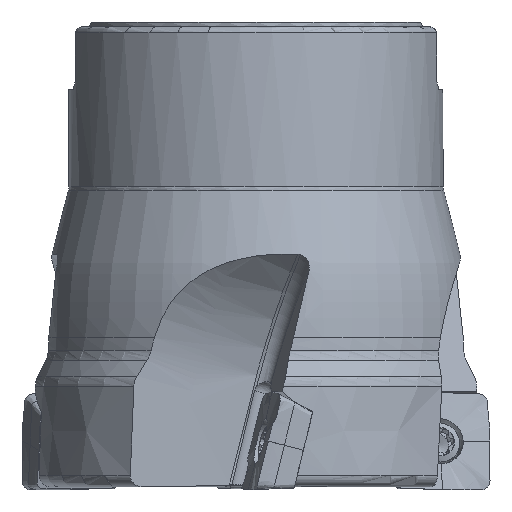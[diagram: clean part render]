
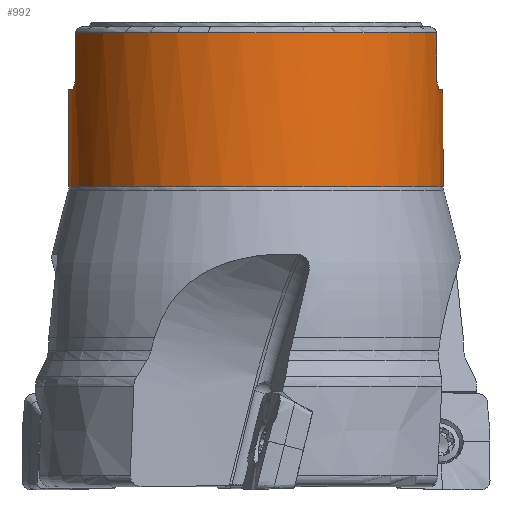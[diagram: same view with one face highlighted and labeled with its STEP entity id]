
A CAD part, left-side view. The second image highlights one B-rep face of the part: STEP entity #992.
In plain terms, the highlighted cylindrical face has radius 16 mm (diameter 32 mm), a full revolution.
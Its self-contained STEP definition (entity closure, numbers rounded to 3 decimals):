
#202=CYLINDRICAL_SURFACE('',#5697,16.);
#240=FACE_BOUND('',#1621,.T.);
#241=FACE_BOUND('',#1622,.T.);
#472=LINE('',#8662,#672);
#473=LINE('',#8664,#673);
#474=LINE('',#8672,#674);
#475=LINE('',#8673,#675);
#672=VECTOR('',#6405,1.);
#673=VECTOR('',#6406,1.);
#674=VECTOR('',#6413,1.);
#675=VECTOR('',#6414,1.);
#992=ADVANCED_FACE('CN_SU1',(#240,#241),#202,.T.);
#1621=EDGE_LOOP('',(#2610,#2611,#2612,#2613,#2614,#2615,#2616,#2617,#2618,
#2619,#2620,#2621));
#1622=EDGE_LOOP('',(#2622));
#2286=CIRCLE('',#5678,16.);
#2288=CIRCLE('',#5681,16.);
#2292=CIRCLE('',#5691,16.);
#2293=CIRCLE('',#5694,16.);
#2294=CIRCLE('',#5696,16.);
#2610=ORIENTED_EDGE('',*,*,#4685,.F.);
#2611=ORIENTED_EDGE('',*,*,#4677,.T.);
#2612=ORIENTED_EDGE('',*,*,#4686,.F.);
#2613=ORIENTED_EDGE('',*,*,#4687,.F.);
#2614=ORIENTED_EDGE('',*,*,#4688,.T.);
#2615=ORIENTED_EDGE('',*,*,#4689,.F.);
#2616=ORIENTED_EDGE('',*,*,#4690,.F.);
#2617=ORIENTED_EDGE('',*,*,#4681,.T.);
#2618=ORIENTED_EDGE('',*,*,#4691,.F.);
#2619=ORIENTED_EDGE('',*,*,#4692,.F.);
#2620=ORIENTED_EDGE('',*,*,#4693,.T.);
#2621=ORIENTED_EDGE('',*,*,#4694,.F.);
#2622=ORIENTED_EDGE('',*,*,#4695,.F.);
#4107=VERTEX_POINT('',#8591);
#4109=VERTEX_POINT('',#8610);
#4111=VERTEX_POINT('',#8630);
#4113=VERTEX_POINT('',#8649);
#4117=VERTEX_POINT('',#8663);
#4118=VERTEX_POINT('',#8665);
#4119=VERTEX_POINT('',#8667);
#4120=VERTEX_POINT('',#8669);
#4121=VERTEX_POINT('',#8671);
#4122=VERTEX_POINT('',#8674);
#4123=VERTEX_POINT('',#8676);
#4124=VERTEX_POINT('',#8678);
#4125=VERTEX_POINT('',#8681);
#4677=EDGE_CURVE('',#4107,#4109,#2286,.T.);
#4681=EDGE_CURVE('',#4111,#4113,#2288,.T.);
#4685=EDGE_CURVE('',#4107,#4117,#472,.T.);
#4686=EDGE_CURVE('',#4118,#4109,#473,.T.);
#4687=EDGE_CURVE('',#4119,#4118,#5330,.T.);
#4688=EDGE_CURVE('',#4119,#4120,#2292,.T.);
#4689=EDGE_CURVE('',#4121,#4120,#5331,.T.);
#4690=EDGE_CURVE('',#4111,#4121,#474,.T.);
#4691=EDGE_CURVE('',#4122,#4113,#475,.T.);
#4692=EDGE_CURVE('',#4123,#4122,#5332,.T.);
#4693=EDGE_CURVE('',#4123,#4124,#2293,.T.);
#4694=EDGE_CURVE('',#4117,#4124,#5333,.T.);
#4695=EDGE_CURVE('',#4125,#4125,#2294,.T.);
#5330=ELLIPSE('',#5690,22.627,16.);
#5331=ELLIPSE('',#5692,22.627,16.);
#5332=ELLIPSE('',#5693,22.627,16.);
#5333=ELLIPSE('',#5695,22.627,16.);
#5678=AXIS2_PLACEMENT_3D('',#8611,#6381,#6382);
#5681=AXIS2_PLACEMENT_3D('',#8650,#6387,#6388);
#5690=AXIS2_PLACEMENT_3D('',#8666,#6407,#6408);
#5691=AXIS2_PLACEMENT_3D('',#8668,#6409,#6410);
#5692=AXIS2_PLACEMENT_3D('',#8670,#6411,#6412);
#5693=AXIS2_PLACEMENT_3D('',#8675,#6415,#6416);
#5694=AXIS2_PLACEMENT_3D('',#8677,#6417,#6418);
#5695=AXIS2_PLACEMENT_3D('',#8679,#6419,#6420);
#5696=AXIS2_PLACEMENT_3D('',#8680,#6421,#6422);
#5697=AXIS2_PLACEMENT_3D('',#8682,#6423,#6424);
#6381=DIRECTION('',(0.,0.,-1.));
#6382=DIRECTION('',(-0.164,0.986,0.));
#6387=DIRECTION('',(0.,0.,-1.));
#6388=DIRECTION('',(-0.164,0.986,0.));
#6405=DIRECTION('',(0.,0.,-1.));
#6406=DIRECTION('',(0.,0.,1.));
#6407=DIRECTION('',(0.707,0.,0.707));
#6408=DIRECTION('',(0.707,0.,-0.707));
#6409=DIRECTION('',(0.,0.,-1.));
#6410=DIRECTION('',(0.164,-0.986,0.));
#6411=DIRECTION('',(-0.707,0.,0.707));
#6412=DIRECTION('',(-0.707,0.,-0.707));
#6413=DIRECTION('',(0.,0.,-1.));
#6414=DIRECTION('',(0.,0.,1.));
#6415=DIRECTION('',(-0.707,0.,0.707));
#6416=DIRECTION('',(-0.707,0.,-0.707));
#6417=DIRECTION('',(0.,0.,-1.));
#6418=DIRECTION('',(0.164,-0.986,0.));
#6419=DIRECTION('',(0.707,0.,0.707));
#6420=DIRECTION('',(0.707,0.,-0.707));
#6421=DIRECTION('',(0.,0.,-1.));
#6422=DIRECTION('',(-0.164,0.986,0.));
#6423=DIRECTION('',(0.,0.,-1.));
#6424=DIRECTION('',(-0.164,0.986,0.));
#8591=CARTESIAN_POINT('',(-4.222,-15.433,-0.9));
#8610=CARTESIAN_POINT('',(-4.223,15.433,-0.9));
#8611=CARTESIAN_POINT('',(0.,0.,
-0.9));
#8630=CARTESIAN_POINT('',(4.223,15.433,-0.9));
#8649=CARTESIAN_POINT('',(4.223,-15.433,-0.9));
#8650=CARTESIAN_POINT('',(0.,0.,
-0.9));
#8662=CARTESIAN_POINT('',(-4.222,-15.433,14.88));
#8663=CARTESIAN_POINT('',(-4.222,-15.433,-5.));
#8664=CARTESIAN_POINT('',(-4.223,15.433,14.88));
#8665=CARTESIAN_POINT('',(-4.223,15.433,-5.));
#8666=CARTESIAN_POINT('',(0.,0.,
-9.222));
#8667=CARTESIAN_POINT('',(-3.423,15.63,-5.8));
#8668=CARTESIAN_POINT('',(0.,0.,
-5.8));
#8669=CARTESIAN_POINT('',(3.423,15.63,-5.8));
#8670=CARTESIAN_POINT('',(0.,0.,
-9.222));
#8671=CARTESIAN_POINT('',(4.223,15.433,-5.));
#8672=CARTESIAN_POINT('',(4.223,15.433,14.88));
#8673=CARTESIAN_POINT('',(4.223,-15.433,14.88));
#8674=CARTESIAN_POINT('',(4.223,-15.433,-5.));
#8675=CARTESIAN_POINT('',(0.,0.,
-9.223));
#8676=CARTESIAN_POINT('',(3.423,-15.63,-5.8));
#8677=CARTESIAN_POINT('',(0.,0.,
-5.8));
#8678=CARTESIAN_POINT('',(-3.422,-15.63,-5.8));
#8679=CARTESIAN_POINT('',(0.,0.,
-9.222));
#8680=CARTESIAN_POINT('',(0.,0.,
-14.1));
#8681=CARTESIAN_POINT('',(-2.622,15.784,-14.1));
#8682=CARTESIAN_POINT('',(0.,0.,
14.88));
